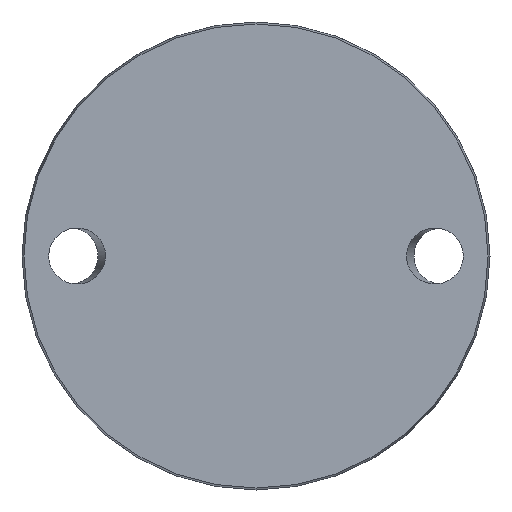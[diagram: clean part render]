
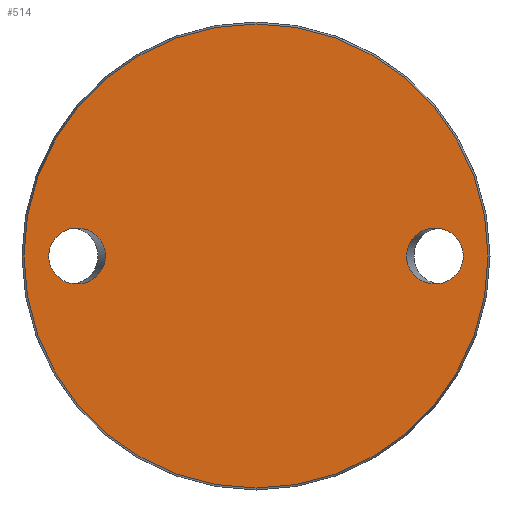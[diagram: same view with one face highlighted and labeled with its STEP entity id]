
A CAD part, front view. The second image highlights one B-rep face of the part: STEP entity #514.
In plain terms, the highlighted planar face has unit normal (0, -1, 0).
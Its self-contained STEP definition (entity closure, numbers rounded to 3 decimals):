
#32 = CARTESIAN_POINT ( 'NONE',  ( -61.115, 0., -16.5 ) ) ;
#53 = CARTESIAN_POINT ( 'NONE',  ( 44.385, 0., 16.5 ) ) ;
#70 = EDGE_CURVE ( 'NONE', #675, #675, #349, .T. ) ;
#86 = EDGE_LOOP ( 'NONE', ( #231 ) ) ;
#107 = FACE_BOUND ( 'NONE', #323, .T. ) ;
#139 = EDGE_LOOP ( 'NONE', ( #439 ) ) ;
#174 = ORIENTED_EDGE ( 'NONE', *, *, #70, .T. ) ;
#176 = CARTESIAN_POINT ( 'NONE',  ( 0., 0., -68.425 ) ) ;
#178 = PLANE ( 'NONE',  #683 ) ;
#201 = CARTESIAN_POINT ( 'NONE',  ( 44.385, 0., -16.5 ) ) ;
#215 = CARTESIAN_POINT ( 'NONE',  ( -61.115, 0., 16.5 ) ) ;
#226 = CARTESIAN_POINT ( 'NONE',  ( -61.115, 0., 0. ) ) ;
#231 = ORIENTED_EDGE ( 'NONE', *, *, #900, .T. ) ;
#282 = CARTESIAN_POINT ( 'NONE',  ( 44.385, 0., 0. ) ) ;
#305 = CIRCLE ( 'NONE', #527, 68.425 ) ;
#323 = EDGE_LOOP ( 'NONE', ( #174 ) ) ;
#342 = CARTESIAN_POINT ( 'NONE',  ( -44.385, 0., -16.5 ) ) ;
#344 = VERTEX_POINT ( 'NONE', #548 ) ;
#349 =( BOUNDED_CURVE ( )  B_SPLINE_CURVE ( 3, ( #583, #215, #596, #985, #342, #32, #226 ),
 .UNSPECIFIED., .T., .T. ) 
 B_SPLINE_CURVE_WITH_KNOTS ( ( 4, 3, 4 ),
 ( 0., 3.142, 6.283 ),
 .UNSPECIFIED. ) 
 CURVE ( )  GEOMETRIC_REPRESENTATION_ITEM ( )  RATIONAL_B_SPLINE_CURVE ( ( 1., 0.333, 0.333, 1., 0.333, 0.333, 1. ) ) 
 REPRESENTATION_ITEM ( '' )  );
#381 = EDGE_CURVE ( 'NONE', #344, #344, #616, .T. ) ;
#413 = VERTEX_POINT ( 'NONE', #176 ) ;
#424 = FACE_BOUND ( 'NONE', #139, .T. ) ;
#439 = ORIENTED_EDGE ( 'NONE', *, *, #381, .F. ) ;
#440 = CARTESIAN_POINT ( 'NONE',  ( 61.115, 0., 0. ) ) ;
#456 = CARTESIAN_POINT ( 'NONE',  ( -61.115, 0., 0. ) ) ;
#514 = ADVANCED_FACE ( 'NONE', ( #107, #424, #724 ), #178, .F. ) ;
#515 = CARTESIAN_POINT ( 'NONE',  ( 61.115, 0., -16.5 ) ) ;
#527 = AXIS2_PLACEMENT_3D ( 'NONE', #687, #925, #603 ) ;
#548 = CARTESIAN_POINT ( 'NONE',  ( 44.385, 0., 0. ) ) ;
#583 = CARTESIAN_POINT ( 'NONE',  ( -61.115, 0., 0. ) ) ;
#596 = CARTESIAN_POINT ( 'NONE',  ( -44.385, 0., 16.5 ) ) ;
#603 = DIRECTION ( 'NONE',  ( 0., 0., -1. ) ) ;
#616 =( BOUNDED_CURVE ( )  B_SPLINE_CURVE ( 3, ( #282, #201, #515, #440, #817, #53, #729 ),
 .UNSPECIFIED., .T., .T. ) 
 B_SPLINE_CURVE_WITH_KNOTS ( ( 4, 3, 4 ),
 ( 0., 3.142, 6.283 ),
 .UNSPECIFIED. ) 
 CURVE ( )  GEOMETRIC_REPRESENTATION_ITEM ( )  RATIONAL_B_SPLINE_CURVE ( ( 1., 0.333, 0.333, 1., 0.333, 0.333, 1. ) ) 
 REPRESENTATION_ITEM ( '' )  );
#641 = CARTESIAN_POINT ( 'NONE',  ( -68.425, 0., 0. ) ) ;
#675 = VERTEX_POINT ( 'NONE', #456 ) ;
#683 = AXIS2_PLACEMENT_3D ( 'NONE', #641, #882, #875 ) ;
#687 = CARTESIAN_POINT ( 'NONE',  ( 0., 0., 0. ) ) ;
#724 = FACE_OUTER_BOUND ( 'NONE', #86, .T. ) ;
#729 = CARTESIAN_POINT ( 'NONE',  ( 44.385, 0., 0. ) ) ;
#817 = CARTESIAN_POINT ( 'NONE',  ( 61.115, 0., 16.5 ) ) ;
#875 = DIRECTION ( 'NONE',  ( 0., 0., 1. ) ) ;
#882 = DIRECTION ( 'NONE',  ( 0., 1., 0. ) ) ;
#900 = EDGE_CURVE ( 'NONE', #413, #413, #305, .T. ) ;
#925 = DIRECTION ( 'NONE',  ( 0., -1., 0. ) ) ;
#985 = CARTESIAN_POINT ( 'NONE',  ( -44.385, 0., 0. ) ) ;
